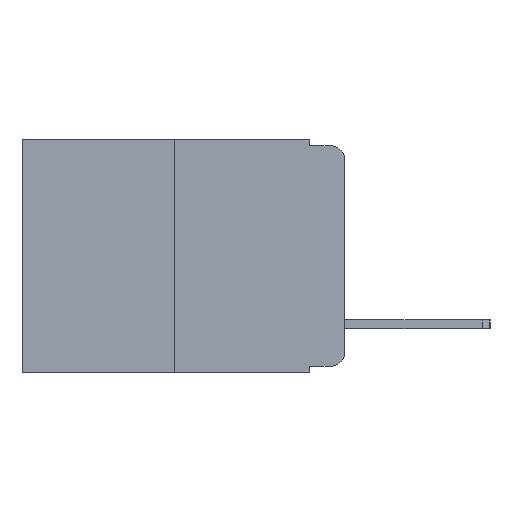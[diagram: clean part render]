
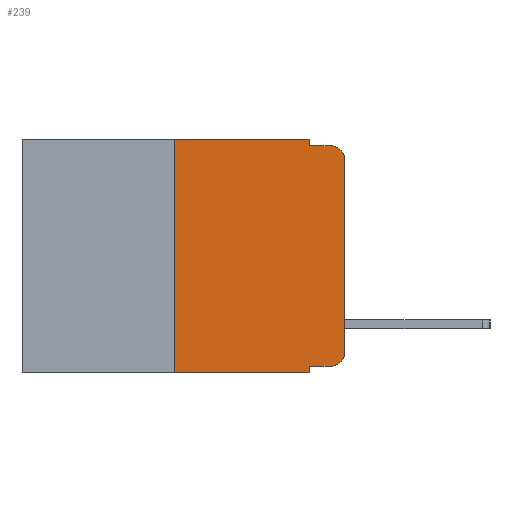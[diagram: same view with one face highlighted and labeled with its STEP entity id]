
A CAD part, left-side view. The second image highlights one B-rep face of the part: STEP entity #239.
In plain terms, the highlighted planar face has unit normal (-1, 0, 0).
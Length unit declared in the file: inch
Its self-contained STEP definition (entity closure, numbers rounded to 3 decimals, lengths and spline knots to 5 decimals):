
#52 = CARTESIAN_POINT ( 'NONE',  ( 0., 0.02, -0.333 ) ) ;
#166 = LINE ( 'NONE', #5105, #10045 ) ;
#239 = ADVANCED_FACE ( 'NONE', ( #9479 ), #10365, .F. ) ;
#262 = CARTESIAN_POINT ( 'NONE',  ( 0., 0.051, 0. ) ) ;
#334 = ORIENTED_EDGE ( 'NONE', *, *, #12506, .T. ) ;
#466 = CARTESIAN_POINT ( 'NONE',  ( 0., 0., -0.03 ) ) ;
#558 = DIRECTION ( 'NONE',  ( -1., 0., 0. ) ) ;
#821 = LINE ( 'NONE', #3612, #6450 ) ;
#982 = LINE ( 'NONE', #12159, #6264 ) ;
#1534 = ORIENTED_EDGE ( 'NONE', *, *, #4154, .T. ) ;
#1544 = CIRCLE ( 'NONE', #1860, 0.02 ) ;
#1860 = AXIS2_PLACEMENT_3D ( 'NONE', #6901, #558, #7822 ) ;
#1889 = VERTEX_POINT ( 'NONE', #3251 ) ;
#1890 = VERTEX_POINT ( 'NONE', #12602 ) ;
#1944 = LINE ( 'NONE', #12749, #11386 ) ;
#1981 = EDGE_CURVE ( 'NONE', #1889, #4073, #10277, .T. ) ;
#2051 = CARTESIAN_POINT ( 'NONE',  ( 0., 0.473, 0. ) ) ;
#2082 = DIRECTION ( 'NONE',  ( 0., 0., -1. ) ) ;
#2319 = AXIS2_PLACEMENT_3D ( 'NONE', #10774, #4346, #3511 ) ;
#2501 = ORIENTED_EDGE ( 'NONE', *, *, #11842, .T. ) ;
#2520 = VERTEX_POINT ( 'NONE', #4800 ) ;
#2560 = VECTOR ( 'NONE', #3865, 39.37008 ) ;
#3096 = CARTESIAN_POINT ( 'NONE',  ( 0., 0.051, -0.01 ) ) ;
#3129 = ORIENTED_EDGE ( 'NONE', *, *, #11991, .F. ) ;
#3251 = CARTESIAN_POINT ( 'NONE',  ( 0., 0.25, 0. ) ) ;
#3261 = CARTESIAN_POINT ( 'NONE',  ( 0., 0.051, -0.01 ) ) ;
#3511 = DIRECTION ( 'NONE',  ( 0., 0., -1. ) ) ;
#3562 = DIRECTION ( 'NONE',  ( 0., -1., 0. ) ) ;
#3611 = DIRECTION ( 'NONE',  ( 0., -1., 0. ) ) ;
#3612 = CARTESIAN_POINT ( 'NONE',  ( 0., 0.473, -0.343 ) ) ;
#3791 = CARTESIAN_POINT ( 'NONE',  ( 0., 0.051, -0.333 ) ) ;
#3865 = DIRECTION ( 'NONE',  ( 0., -1., 0. ) ) ;
#4073 = VERTEX_POINT ( 'NONE', #262 ) ;
#4153 = DIRECTION ( 'NONE',  ( 0., -1., 0. ) ) ;
#4154 = EDGE_CURVE ( 'NONE', #8906, #11804, #821, .T. ) ;
#4198 = DIRECTION ( 'NONE',  ( -1., 0., 0. ) ) ;
#4346 = DIRECTION ( 'NONE',  ( 1., 0., 0. ) ) ;
#4449 = VERTEX_POINT ( 'NONE', #3791 ) ;
#4800 = CARTESIAN_POINT ( 'NONE',  ( 0., 0., -0.313 ) ) ;
#4815 = ORIENTED_EDGE ( 'NONE', *, *, #11836, .T. ) ;
#4964 = ORIENTED_EDGE ( 'NONE', *, *, #12285, .T. ) ;
#5105 = CARTESIAN_POINT ( 'NONE',  ( 0., 0., 0. ) ) ;
#5149 = DIRECTION ( 'NONE',  ( 0., 0., 1. ) ) ;
#5374 = LINE ( 'NONE', #3096, #9741 ) ;
#5897 = ORIENTED_EDGE ( 'NONE', *, *, #11845, .F. ) ;
#6264 = VECTOR ( 'NONE', #3611, 39.37008 ) ;
#6450 = VECTOR ( 'NONE', #3562, 39.37008 ) ;
#6901 = CARTESIAN_POINT ( 'NONE',  ( 0., 0.02, -0.313 ) ) ;
#7191 = DIRECTION ( 'NONE',  ( 0., 0., 1. ) ) ;
#7227 = VERTEX_POINT ( 'NONE', #466 ) ;
#7606 = CIRCLE ( 'NONE', #10836, 0.02 ) ;
#7822 = DIRECTION ( 'NONE',  ( 0., 0., -1. ) ) ;
#7840 = ORIENTED_EDGE ( 'NONE', *, *, #1981, .F. ) ;
#7850 = VERTEX_POINT ( 'NONE', #52 ) ;
#8510 = EDGE_LOOP ( 'NONE', ( #4815, #2501, #5897, #10648, #7840, #11622, #1534, #3129, #4964, #334 ) ) ;
#8894 = LINE ( 'NONE', #11891, #11057 ) ;
#8906 = VERTEX_POINT ( 'NONE', #12337 ) ;
#8918 = CARTESIAN_POINT ( 'NONE',  ( 0., 0.051, 0. ) ) ;
#9468 = VECTOR ( 'NONE', #2082, 39.37008 ) ;
#9479 = FACE_OUTER_BOUND ( 'NONE', #8510, .T. ) ;
#9741 = VECTOR ( 'NONE', #4153, 39.37008 ) ;
#9832 = CARTESIAN_POINT ( 'NONE',  ( 0., 0.02, -0.03 ) ) ;
#10045 = VECTOR ( 'NONE', #5149, 39.37008 ) ;
#10063 = VERTEX_POINT ( 'NONE', #3261 ) ;
#10277 = LINE ( 'NONE', #2051, #2560 ) ;
#10365 = PLANE ( 'NONE',  #2319 ) ;
#10648 = ORIENTED_EDGE ( 'NONE', *, *, #11860, .F. ) ;
#10685 = CARTESIAN_POINT ( 'NONE',  ( 0., 0.051, -0.343 ) ) ;
#10774 = CARTESIAN_POINT ( 'NONE',  ( 0., 0.473, 0. ) ) ;
#10775 = DIRECTION ( 'NONE',  ( 0., 0., -1. ) ) ;
#10836 = AXIS2_PLACEMENT_3D ( 'NONE', #9832, #4198, #10775 ) ;
#11057 = VECTOR ( 'NONE', #12843, 39.37008 ) ;
#11386 = VECTOR ( 'NONE', #7191, 39.37008 ) ;
#11622 = ORIENTED_EDGE ( 'NONE', *, *, #11933, .F. ) ;
#11804 = VERTEX_POINT ( 'NONE', #10685 ) ;
#11836 = EDGE_CURVE ( 'NONE', #2520, #7227, #166, .T. ) ;
#11842 = EDGE_CURVE ( 'NONE', #7227, #1890, #7606, .T. ) ;
#11845 = EDGE_CURVE ( 'NONE', #10063, #1890, #5374, .T. ) ;
#11860 = EDGE_CURVE ( 'NONE', #4073, #10063, #11982, .T. ) ;
#11891 = CARTESIAN_POINT ( 'NONE',  ( 0., 0.051, 0. ) ) ;
#11933 = EDGE_CURVE ( 'NONE', #8906, #1889, #1944, .T. ) ;
#11982 = LINE ( 'NONE', #8918, #9468 ) ;
#11991 = EDGE_CURVE ( 'NONE', #4449, #11804, #8894, .T. ) ;
#12159 = CARTESIAN_POINT ( 'NONE',  ( 0., 0.051, -0.333 ) ) ;
#12285 = EDGE_CURVE ( 'NONE', #4449, #7850, #982, .T. ) ;
#12337 = CARTESIAN_POINT ( 'NONE',  ( 0., 0.25, -0.343 ) ) ;
#12506 = EDGE_CURVE ( 'NONE', #7850, #2520, #1544, .T. ) ;
#12602 = CARTESIAN_POINT ( 'NONE',  ( 0., 0.02, -0.01 ) ) ;
#12749 = CARTESIAN_POINT ( 'NONE',  ( 0., 0.25, 0. ) ) ;
#12843 = DIRECTION ( 'NONE',  ( 0., 0., -1. ) ) ;
